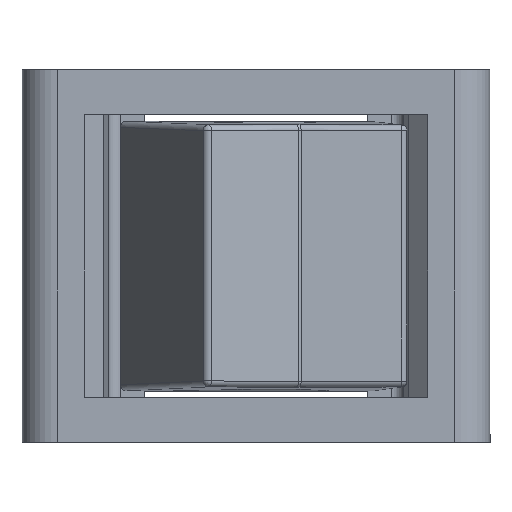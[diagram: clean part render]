
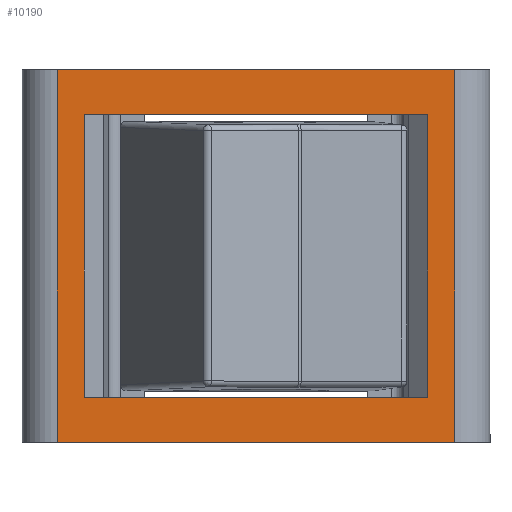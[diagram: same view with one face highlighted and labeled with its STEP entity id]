
A CAD part, top view. The second image highlights one B-rep face of the part: STEP entity #10190.
In plain terms, the highlighted planar face has unit normal (0, 0, 1).
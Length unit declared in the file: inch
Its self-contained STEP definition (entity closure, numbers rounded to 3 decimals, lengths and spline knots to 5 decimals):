
#120=FACE_BOUND('',#876,.T.);
#295=FACE_OUTER_BOUND('',#875,.T.);
#875=EDGE_LOOP('',(#6780,#6781,#6782,#6783));
#876=EDGE_LOOP('',(#6784,#6785,#6786,#6787));
#1503=LINE('',#14721,#2736);
#1522=LINE('',#14767,#2755);
#1534=LINE('',#14792,#2767);
#1536=LINE('',#14796,#2769);
#1538=LINE('',#14806,#2771);
#1539=LINE('',#14809,#2772);
#1543=LINE('',#14819,#2776);
#1544=LINE('',#14820,#2777);
#2736=VECTOR('',#11708,0.3937);
#2755=VECTOR('',#11743,0.3937);
#2767=VECTOR('',#11763,0.3937);
#2769=VECTOR('',#11769,0.3937);
#2771=VECTOR('',#11779,0.3937);
#2772=VECTOR('',#11782,0.3937);
#2776=VECTOR('',#11790,0.3937);
#2777=VECTOR('',#11791,0.3937);
#4204=VERTEX_POINT('',#14718);
#4205=VERTEX_POINT('',#14720);
#4223=VERTEX_POINT('',#14764);
#4224=VERTEX_POINT('',#14766);
#4234=VERTEX_POINT('',#14799);
#4237=VERTEX_POINT('',#14804);
#4238=VERTEX_POINT('',#14808);
#4242=VERTEX_POINT('',#14818);
#5174=EDGE_CURVE('',#4204,#4205,#1503,.T.);
#5197=EDGE_CURVE('',#4224,#4223,#1522,.T.);
#5211=EDGE_CURVE('',#4205,#4223,#1534,.T.);
#5213=EDGE_CURVE('',#4224,#4204,#1536,.T.);
#5217=EDGE_CURVE('',#4237,#4234,#1538,.T.);
#5218=EDGE_CURVE('',#4234,#4238,#1539,.T.);
#5223=EDGE_CURVE('',#4242,#4237,#1543,.T.);
#5224=EDGE_CURVE('',#4238,#4242,#1544,.T.);
#6780=ORIENTED_EDGE('',*,*,#5217,.F.);
#6781=ORIENTED_EDGE('',*,*,#5223,.F.);
#6782=ORIENTED_EDGE('',*,*,#5224,.F.);
#6783=ORIENTED_EDGE('',*,*,#5218,.F.);
#6784=ORIENTED_EDGE('',*,*,#5174,.F.);
#6785=ORIENTED_EDGE('',*,*,#5213,.F.);
#6786=ORIENTED_EDGE('',*,*,#5197,.T.);
#6787=ORIENTED_EDGE('',*,*,#5211,.F.);
#9765=PLANE('',#10806);
#10190=ADVANCED_FACE('',(#295,#120),#9765,.T.);
#10806=AXIS2_PLACEMENT_3D('',#14817,#11788,#11789);
#11708=DIRECTION('',(1.,0.,0.));
#11743=DIRECTION('',(1.,0.,0.));
#11763=DIRECTION('',(0.,1.,0.));
#11769=DIRECTION('',(0.,-1.,0.));
#11779=DIRECTION('',(0.,1.,0.));
#11782=DIRECTION('',(1.,0.,0.));
#11788=DIRECTION('center_axis',(0.,0.,
1.));
#11789=DIRECTION('ref_axis',(0.,1.,0.));
#11790=DIRECTION('',(-1.,0.,0.));
#11791=DIRECTION('',(0.,-1.,0.));
#14718=CARTESIAN_POINT('',(-0.28642,-0.23622,0.73583));
#14720=CARTESIAN_POINT('',(0.28642,-0.23622,0.73583));
#14721=CARTESIAN_POINT('',(0.12746,-0.23622,0.73583));
#14764=CARTESIAN_POINT('',(0.28642,0.23622,0.73583));
#14766=CARTESIAN_POINT('',(-0.28642,0.23622,0.73583));
#14767=CARTESIAN_POINT('',(-0.12746,0.23622,0.73583));
#14792=CARTESIAN_POINT('',(0.28642,0.11811,0.73583));
#14796=CARTESIAN_POINT('',(-0.28642,-0.11811,0.73583));
#14799=CARTESIAN_POINT('',(-0.33169,0.31102,0.73583));
#14804=CARTESIAN_POINT('',(-0.33169,-0.31102,0.73583));
#14806=CARTESIAN_POINT('',(-0.33169,-0.15551,0.73583));
#14808=CARTESIAN_POINT('',(0.33169,0.31102,0.73583));
#14809=CARTESIAN_POINT('',(-0.39075,0.31102,0.73583));
#14817=CARTESIAN_POINT('Origin',(0.,0.,
0.73583));
#14818=CARTESIAN_POINT('',(0.33169,-0.31102,0.73583));
#14819=CARTESIAN_POINT('',(0.39075,-0.31102,0.73583));
#14820=CARTESIAN_POINT('',(0.33169,0.15551,0.73583));
